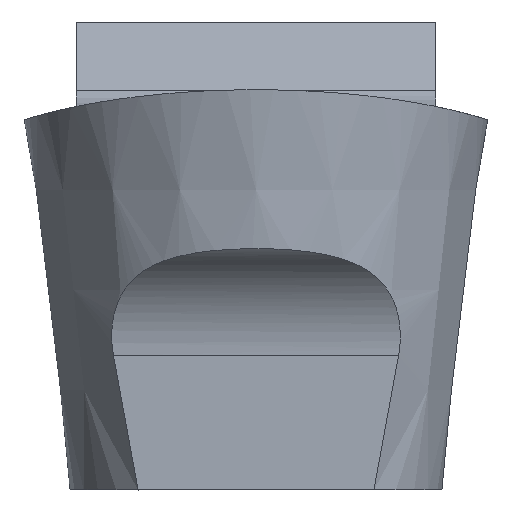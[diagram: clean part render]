
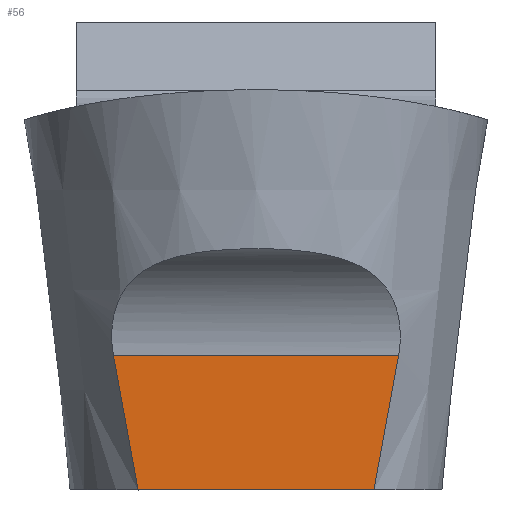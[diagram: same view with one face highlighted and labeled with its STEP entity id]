
A CAD part, front view. The second image highlights one B-rep face of the part: STEP entity #56.
In plain terms, the highlighted planar face has unit normal (0, -1, 0).
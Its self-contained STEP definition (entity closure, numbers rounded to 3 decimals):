
#56=ADVANCED_FACE('SIDE_LO1_AN_SU1',(#92),#76,.F.);
#76=PLANE('',#499);
#92=FACE_OUTER_BOUND('',#114,.T.);
#114=EDGE_LOOP('',(#215,#216,#217,#218));
#135=B_SPLINE_CURVE_WITH_KNOTS('',3,(#874,#875,#876,#877),.UNSPECIFIED.,
 .F.,.F.,(4,4),(0.,1.),.UNSPECIFIED.);
#137=B_SPLINE_CURVE_WITH_KNOTS('',3,(#920,#921,#922,#923),.UNSPECIFIED.,
 .F.,.F.,(4,4),(0.,1.),.UNSPECIFIED.);
#215=ORIENTED_EDGE('',*,*,#361,.F.);
#216=ORIENTED_EDGE('',*,*,#354,.F.);
#217=ORIENTED_EDGE('',*,*,#362,.T.);
#218=ORIENTED_EDGE('',*,*,#352,.F.);
#305=VERTEX_POINT('',#873);
#306=VERTEX_POINT('',#878);
#307=VERTEX_POINT('',#919);
#308=VERTEX_POINT('',#924);
#352=EDGE_CURVE('',#305,#306,#135,.T.);
#354=EDGE_CURVE('',#307,#308,#137,.T.);
#361=EDGE_CURVE('',#308,#305,#397,.T.);
#362=EDGE_CURVE('',#307,#306,#398,.T.);
#397=LINE('',#969,#433);
#398=LINE('',#970,#434);
#433=VECTOR('',#584,1.);
#434=VECTOR('',#585,1.);
#499=AXIS2_PLACEMENT_3D('',#971,#586,#587);
#584=DIRECTION('',(-1.,0.,0.));
#585=DIRECTION('',(-1.,0.,0.));
#586=DIRECTION('',(0.,1.,0.));
#587=DIRECTION('',(0.,0.,1.));
#873=CARTESIAN_POINT('',(-2.036,-14.608,-6.389));
#874=CARTESIAN_POINT('',(-2.036,-14.608,-6.389));
#875=CARTESIAN_POINT('',(-2.185,-14.608,-5.619));
#876=CARTESIAN_POINT('',(-2.326,-14.608,-4.846));
#877=CARTESIAN_POINT('',(-2.461,-14.608,-4.072));
#878=CARTESIAN_POINT('',(-2.461,-14.608,-4.072));
#919=CARTESIAN_POINT('',(2.461,-14.608,-4.072));
#920=CARTESIAN_POINT('',(2.461,-14.608,-4.072));
#921=CARTESIAN_POINT('',(2.326,-14.608,-4.846));
#922=CARTESIAN_POINT('',(2.185,-14.608,-5.619));
#923=CARTESIAN_POINT('',(2.036,-14.608,-6.389));
#924=CARTESIAN_POINT('',(2.036,-14.608,-6.389));
#969=CARTESIAN_POINT('',(-5.,-14.608,-6.389));
#970=CARTESIAN_POINT('',(-5.,-14.608,-4.072));
#971=CARTESIAN_POINT('',(-5.,-14.608,-8.889));
